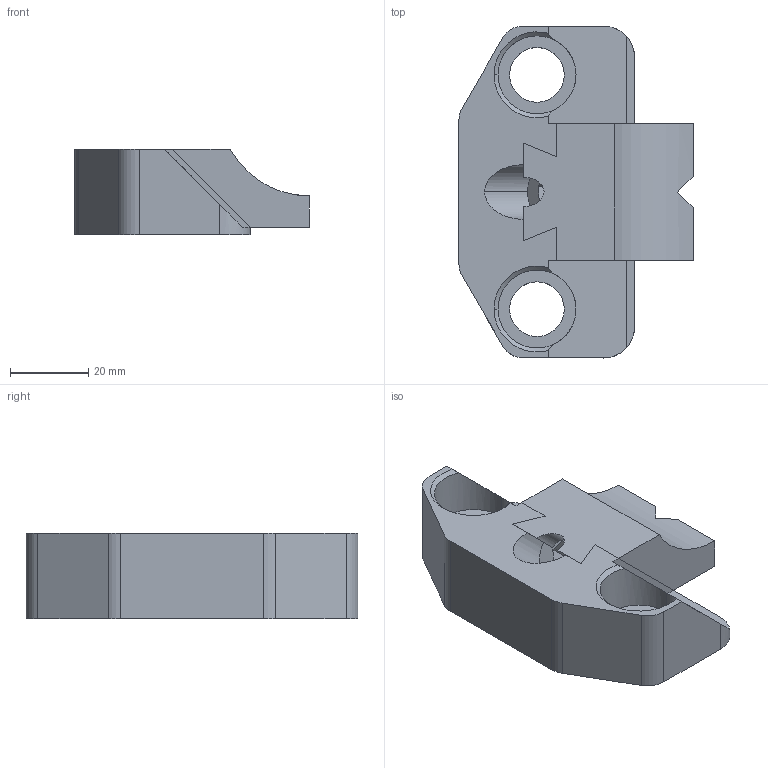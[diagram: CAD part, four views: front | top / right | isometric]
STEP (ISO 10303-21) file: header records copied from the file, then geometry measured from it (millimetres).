
FILE_DESCRIPTION (( 'STEP AP203' ), '1' );
FILE_NAME ('cp104-12122.STEP', '2021-10-25T23:49:42', ( '' ), ( '' ), 'SwSTEP 2.0', 'SolidWorks 2020', '' );
FILE_SCHEMA (( 'CONFIG_CONTROL_DESIGN' ));
Length unit declared in the file: millimetre
Products named in the file (3): cp104-12122_02; cp104-12122_01; cp104-12122
Assembly tree (2 placements, depth 2):
  cp104-12122
    cp104-12122_01
    cp104-12122_02
Bounding box: 60 x 85 x 22 mm (x, y, z)
Volume: 57322.9 mm3; surface area: 17777.6 mm2
Topology: 2 solids, 2 shells, 78 faces, 210 edges, 137 vertices
Faces by surface type: plane 53, cylinder 19, cone 4, bspline 2
Entity records: 2750 total; most frequent: CARTESIAN_POINT 511, ORIENTED_EDGE 420, DIRECTION 390, EDGE_CURVE 210, VECTOR 150, LINE 150, VERTEX_POINT 137, AXIS2_PLACEMENT_3D 120
